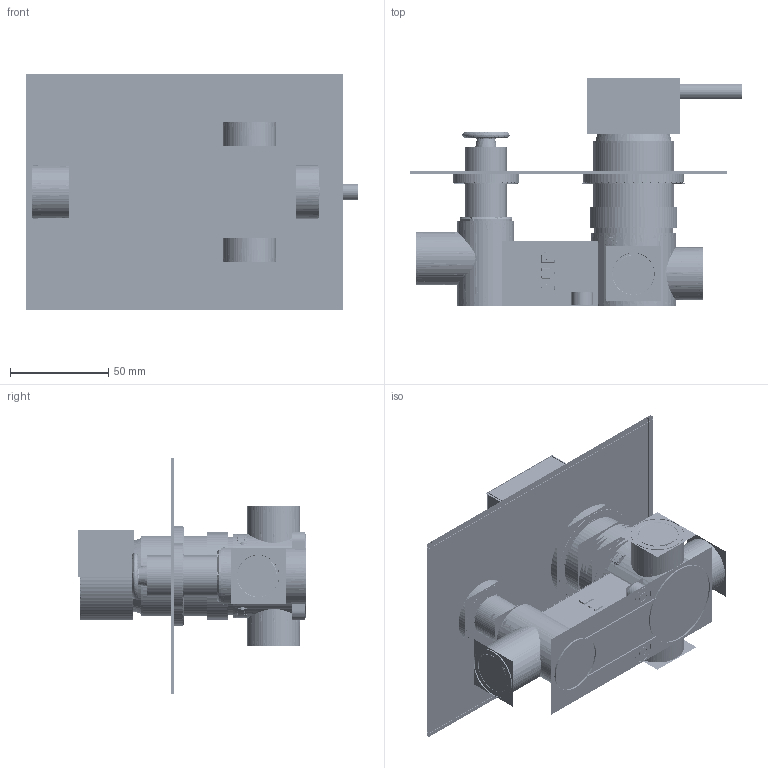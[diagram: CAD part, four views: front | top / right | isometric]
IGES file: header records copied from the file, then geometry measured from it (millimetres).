
Start section:  PTC IGES file: KL0005RC.igs
Global section: file name: KL0005RC.igs; native system: Pro/ENGINEER by Parametric Technology Corporation; preprocessor: 2009360; author: user33; organization: Unknown; date: 20200106.153106; units: millimetre
Bounding box: 168.77 x 115.93 x 119.6 mm (x, y, z)
Volume: 181526 mm3; surface area: 1035296.7 mm2
Topology: 15 solids, 35 shells, 5048 faces, 28118 edges, 37573 vertices
Faces by surface type: revolution 2896, bspline 2152
